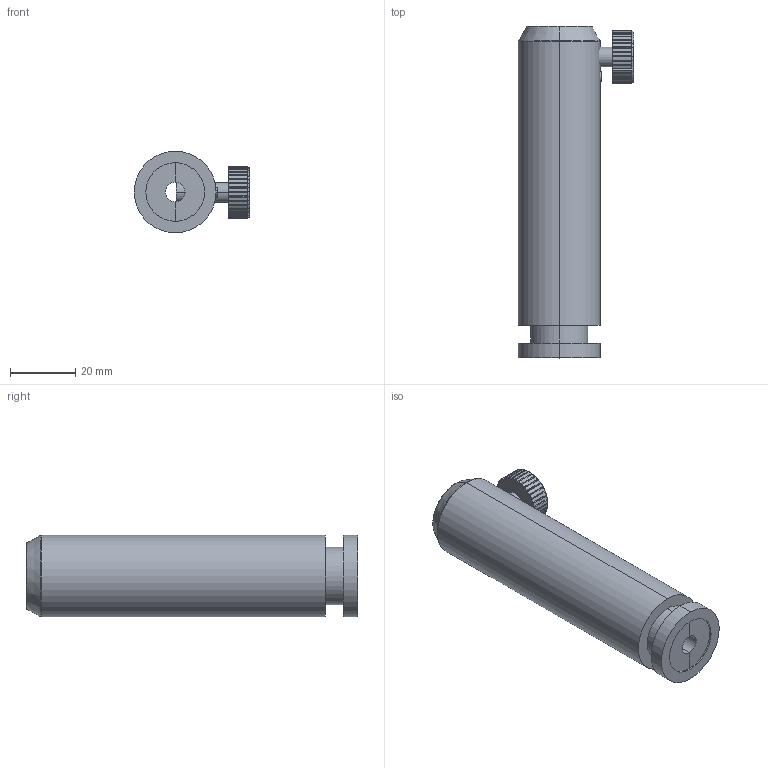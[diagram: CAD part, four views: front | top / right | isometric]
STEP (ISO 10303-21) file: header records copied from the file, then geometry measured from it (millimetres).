
FILE_DESCRIPTION (( 'STEP AP214' ), '1' );
FILE_NAME ('523904.STEP', '2019-10-15T06:49:52', ( '' ), ( '' ), 'SwSTEP 2.0', 'SolidWorks 2016', '' );
FILE_SCHEMA (( 'AUTOMOTIVE_DESIGN' ));
Length unit declared in the file: millimetre
Products named in the file (1): 523904
Bounding box: 35.28 x 101.6 x 25 mm (x, y, z)
Surface area: 14252.4 mm2 (no closed solid volume)
Topology: 0 solids, 3 shells, 163 faces, 449 edges, 296 vertices
Faces by surface type: plane 99, cylinder 52, cone 8, torus 4
Entity records: 5298 total; most frequent: CARTESIAN_POINT 1125, ORIENTED_EDGE 892, DIRECTION 827, EDGE_CURVE 449, VERTEX_POINT 296, AXIS2_PLACEMENT_3D 286, VECTOR 255, LINE 255
